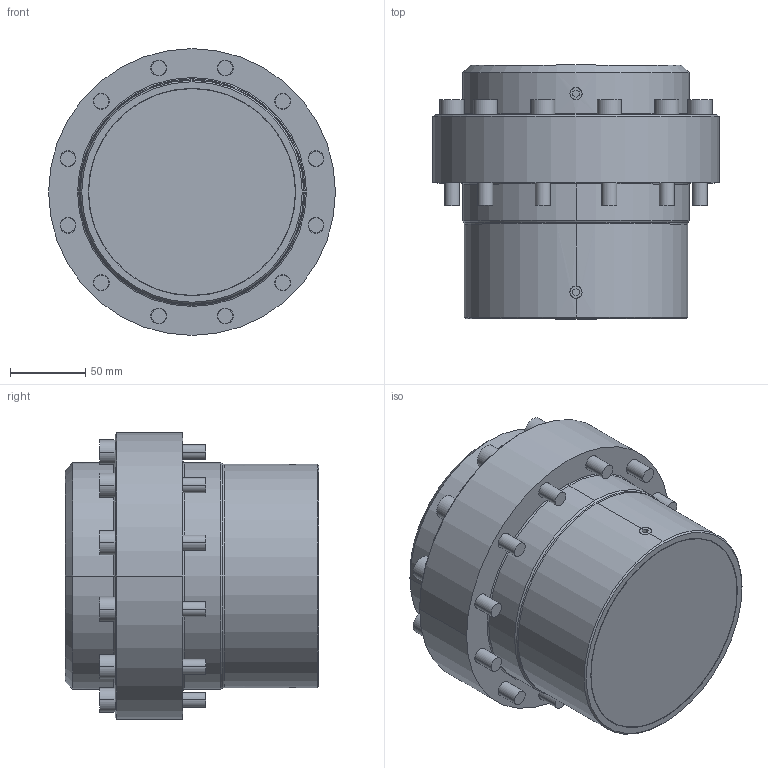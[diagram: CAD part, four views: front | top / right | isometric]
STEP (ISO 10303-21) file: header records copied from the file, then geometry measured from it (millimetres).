
FILE_DESCRIPTION (( 'STEP AP203' ), '1' );
FILE_NAME ('3-134056_CARDANHUIS_A_SW0002.stp_Default_sldprt.STEP', '2024-04-16T11:02:00', ( '' ), ( '' ), 'SwSTEP 2.0', 'SolidWorks 2023', '' );
FILE_SCHEMA (( 'CONFIG_CONTROL_DESIGN' ));
Length unit declared in the file: millimetre
Products named in the file (1): 3-134056_CARDANHUIS_A_SW0002.stp_Default_sldprt
Bounding box: 190 x 168 x 190 mm (x, y, z)
Volume: 3443653.9 mm3; surface area: 187198.9 mm2
Topology: 1 solids, 1 shells, 269 faces, 599 edges, 390 vertices
Faces by surface type: plane 158, cylinder 92, cone 12, torus 7
Entity records: 7715 total; most frequent: CARTESIAN_POINT 1459, DIRECTION 1336, ORIENTED_EDGE 1198, EDGE_CURVE 599, AXIS2_PLACEMENT_3D 475, VERTEX_POINT 390, LINE 386, VECTOR 386
